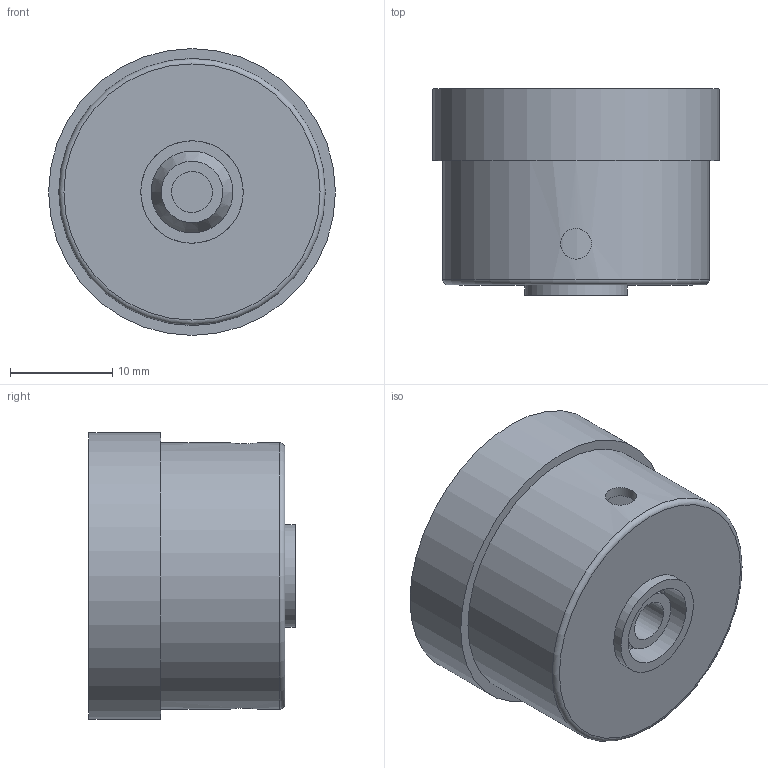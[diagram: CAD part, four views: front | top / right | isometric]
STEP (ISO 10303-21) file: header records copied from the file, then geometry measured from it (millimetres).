
FILE_DESCRIPTION(/* description */ (''),/* implementation_level */ '2;1');
FILE_NAME(/* name */ 'single-elemnt -assembly.stp',/* time_stamp */ '2021-08-02T12:07:09+03:00',/* author */ ('user'),/* organization */ (''),/* preprocessor_version */ 'ST-DEVELOPER v18.1',/* originating_system */ 'Autodesk Inventor 2022',/* authorisation */ '');
FILE_SCHEMA (('AUTOMOTIVE_DESIGN { 1 0 10303 214 3 1 1 }'));
Length unit declared in the file: millimetre
Products named in the file (7): single-elemnt -assembly; base_single; injector assembly; bottom injector; inner element; cap injector; separator_single
Assembly tree (6 placements, depth 3):
  single-elemnt -assembly
    base_single
    injector assembly
      bottom injector
      inner element
      cap injector
    separator_single
Bounding box: 28 x 20.12 x 28 mm (x, y, z)
Volume: 4746.2 mm3; surface area: 7525.2 mm2
Topology: 6 solids, 6 shells, 56 faces, 129 edges, 90 vertices
Faces by surface type: cylinder 33, plane 19, cone 3, torus 1
Full cylindrical faces by diameter (mm): 1 x10, 3 x2, 4 x1, 6 x2, 8 x3, 10 x6, 13 x3, 16 x1, 24 x2, 26 x2, 28 x1
Entity records: 2638 total; most frequent: CARTESIAN_POINT 1074, DIRECTION 266, ORIENTED_EDGE 258, EDGE_CURVE 129, AXIS2_PLACEMENT_3D 114, EDGE_LOOP 95, VERTEX_POINT 90, FACE_OUTER_BOUND 56
